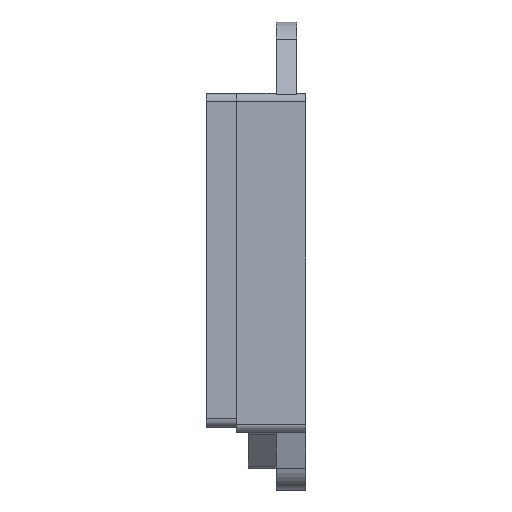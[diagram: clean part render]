
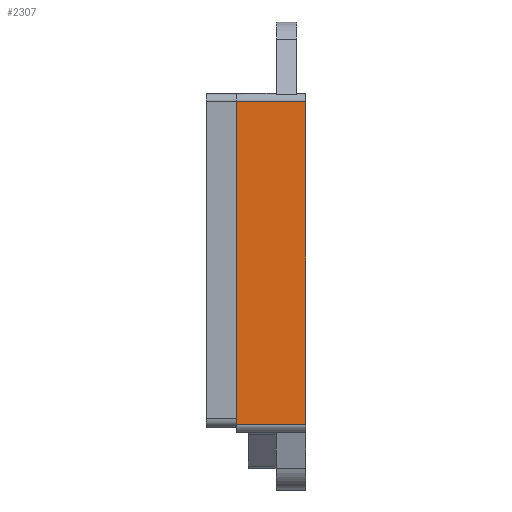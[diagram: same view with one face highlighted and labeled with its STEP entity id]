
A CAD part, top view. The second image highlights one B-rep face of the part: STEP entity #2307.
In plain terms, the highlighted planar face has unit normal (0, 0, 1).
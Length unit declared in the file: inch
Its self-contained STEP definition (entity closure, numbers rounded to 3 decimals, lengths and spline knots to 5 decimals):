
#285=FACE_OUTER_BOUND('',#418,.T.);
#418=EDGE_LOOP('',(#1651,#1652,#1653,#1654));
#564=LINE('',#3468,#766);
#592=LINE('',#3559,#794);
#594=LINE('',#3563,#796);
#595=LINE('',#3564,#797);
#766=VECTOR('',#2748,0.3937);
#794=VECTOR('',#2830,0.3937);
#796=VECTOR('',#2834,0.3937);
#797=VECTOR('',#2835,0.3937);
#973=VERTEX_POINT('',#3465);
#974=VERTEX_POINT('',#3467);
#1010=VERTEX_POINT('',#3557);
#1011=VERTEX_POINT('',#3562);
#1215=EDGE_CURVE('',#973,#974,#564,.T.);
#1261=EDGE_CURVE('',#1010,#973,#592,.T.);
#1263=EDGE_CURVE('',#1011,#1010,#594,.T.);
#1264=EDGE_CURVE('',#1011,#974,#595,.T.);
#1651=ORIENTED_EDGE('',*,*,#1261,.F.);
#1652=ORIENTED_EDGE('',*,*,#1263,.F.);
#1653=ORIENTED_EDGE('',*,*,#1264,.T.);
#1654=ORIENTED_EDGE('',*,*,#1215,.F.);
#2249=PLANE('',#2474);
#2307=ADVANCED_FACE('',(#285),#2249,.F.);
#2474=AXIS2_PLACEMENT_3D('',#3561,#2832,#2833);
#2748=DIRECTION('',(0.,-1.,0.));
#2830=DIRECTION('',(1.,0.,0.));
#2832=DIRECTION('center_axis',(0.,0.,
-1.));
#2833=DIRECTION('ref_axis',(0.,-1.,0.));
#2834=DIRECTION('',(0.,1.,0.));
#2835=DIRECTION('',(1.,0.,0.));
#3465=CARTESIAN_POINT('',(-7.48057,6.80852,2.98152));
#3467=CARTESIAN_POINT('',(-7.48057,4.4735,2.98152));
#3468=CARTESIAN_POINT('',(-7.48057,5.66051,2.98152));
#3557=CARTESIAN_POINT('',(-7.98013,6.80852,2.98152));
#3559=CARTESIAN_POINT('',(-7.69435,6.80852,2.98152));
#3561=CARTESIAN_POINT('Origin',(-7.48057,6.84752,2.98152));
#3562=CARTESIAN_POINT('',(-7.98013,4.4735,2.98152));
#3563=CARTESIAN_POINT('',(-7.98013,6.84752,2.98152));
#3564=CARTESIAN_POINT('',(-7.98013,4.4735,2.98152));
